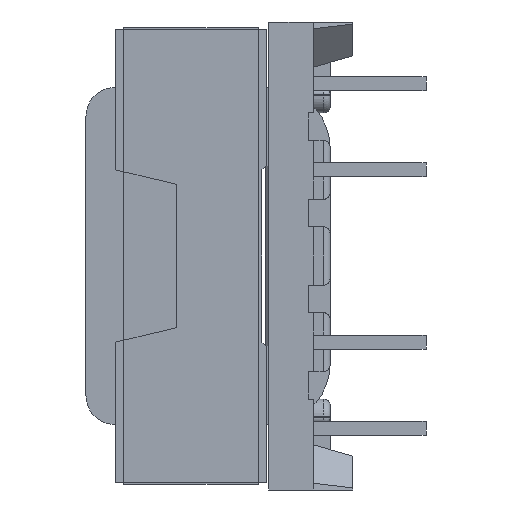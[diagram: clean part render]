
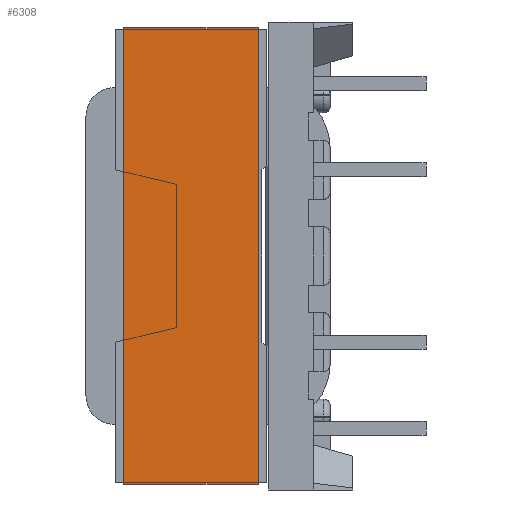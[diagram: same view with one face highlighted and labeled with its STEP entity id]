
A CAD part, left-side view. The second image highlights one B-rep face of the part: STEP entity #6308.
In plain terms, the highlighted planar face has unit normal (-1, 0, 0).
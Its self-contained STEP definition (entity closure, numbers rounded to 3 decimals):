
#42 = LINE ( 'NONE', #5101, #6806 ) ;
#146 = VERTEX_POINT ( 'NONE', #9389 ) ;
#151 = EDGE_CURVE ( 'NONE', #10141, #9679, #4570, .T. ) ;
#239 = ORIENTED_EDGE ( 'NONE', *, *, #3050, .T. ) ;
#734 = CARTESIAN_POINT ( 'NONE',  ( -0.1, -20.1, -5.97 ) ) ;
#752 = AXIS2_PLACEMENT_3D ( 'NONE', #786, #5054, #936 ) ;
#786 = CARTESIAN_POINT ( 'NONE',  ( -0.1, 0.1, -5.97 ) ) ;
#936 = DIRECTION ( 'NONE',  ( 0., -1., 0. ) ) ;
#1337 = DIRECTION ( 'NONE',  ( 0., -1., 0. ) ) ;
#1471 = PLANE ( 'NONE',  #752 ) ;
#1778 = VERTEX_POINT ( 'NONE', #10292 ) ;
#1961 = CARTESIAN_POINT ( 'NONE',  ( -0.1, 0.1, -5.97 ) ) ;
#2481 = EDGE_LOOP ( 'NONE', ( #3130, #7854, #239, #3078 ) ) ;
#3050 = EDGE_CURVE ( 'NONE', #10141, #1778, #8003, .T. ) ;
#3078 = ORIENTED_EDGE ( 'NONE', *, *, #7390, .T. ) ;
#3130 = ORIENTED_EDGE ( 'NONE', *, *, #9418, .F. ) ;
#4570 = LINE ( 'NONE', #1961, #10448 ) ;
#5054 = DIRECTION ( 'NONE',  ( -1., 0., 0. ) ) ;
#5101 = CARTESIAN_POINT ( 'NONE',  ( -0.1, 0.1, 0. ) ) ;
#5260 = DIRECTION ( 'NONE',  ( 0., 0., 1. ) ) ;
#5432 = CARTESIAN_POINT ( 'NONE',  ( -0.1, 0.1, -5.97 ) ) ;
#6270 = CARTESIAN_POINT ( 'NONE',  ( -0.1, 0.1, -5.97 ) ) ;
#6308 = ADVANCED_FACE ( 'NONE', ( #7986 ), #1471, .T. ) ;
#6806 = VECTOR ( 'NONE', #9160, 1000. ) ;
#7390 = EDGE_CURVE ( 'NONE', #1778, #146, #10067, .T. ) ;
#7844 = VECTOR ( 'NONE', #9818, 1000. ) ;
#7854 = ORIENTED_EDGE ( 'NONE', *, *, #151, .F. ) ;
#7986 = FACE_OUTER_BOUND ( 'NONE', #2481, .T. ) ;
#8003 = LINE ( 'NONE', #6270, #9577 ) ;
#8121 = CARTESIAN_POINT ( 'NONE',  ( -0.1, 0.1, 0. ) ) ;
#9160 = DIRECTION ( 'NONE',  ( 0., -1., 0. ) ) ;
#9389 = CARTESIAN_POINT ( 'NONE',  ( -0.1, -20.1, 0. ) ) ;
#9418 = EDGE_CURVE ( 'NONE', #9679, #146, #42, .T. ) ;
#9577 = VECTOR ( 'NONE', #1337, 1000. ) ;
#9679 = VERTEX_POINT ( 'NONE', #8121 ) ;
#9818 = DIRECTION ( 'NONE',  ( 0., 0., 1. ) ) ;
#10067 = LINE ( 'NONE', #734, #7844 ) ;
#10141 = VERTEX_POINT ( 'NONE', #5432 ) ;
#10292 = CARTESIAN_POINT ( 'NONE',  ( -0.1, -20.1, -5.97 ) ) ;
#10448 = VECTOR ( 'NONE', #5260, 1000. ) ;
